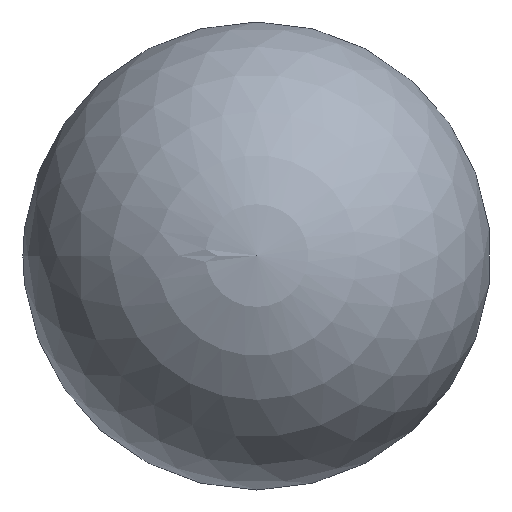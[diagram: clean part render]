
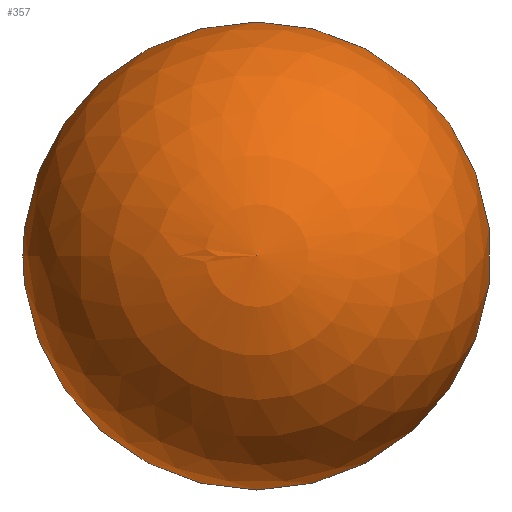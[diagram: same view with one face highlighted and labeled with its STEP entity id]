
A CAD part, top view. The second image highlights one B-rep face of the part: STEP entity #357.
In plain terms, the highlighted spherical face has radius 30 mm.
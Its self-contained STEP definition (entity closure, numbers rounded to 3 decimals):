
#43=SPHERICAL_SURFACE('',#404,30.);
#83=FACE_OUTER_BOUND('',#105,.T.);
#105=EDGE_LOOP('',(#254,#255,#256,#257));
#129=CIRCLE('',#401,24.);
#131=CIRCLE('',#403,24.);
#132=CIRCLE('',#405,30.);
#151=VERTEX_POINT('',#555);
#152=VERTEX_POINT('',#556);
#153=VERTEX_POINT('',#561);
#189=EDGE_CURVE('',#151,#152,#129,.T.);
#191=EDGE_CURVE('',#152,#151,#131,.T.);
#192=EDGE_CURVE('',#153,#151,#132,.T.);
#254=ORIENTED_EDGE('',*,*,#189,.F.);
#255=ORIENTED_EDGE('',*,*,#192,.F.);
#256=ORIENTED_EDGE('',*,*,#192,.T.);
#257=ORIENTED_EDGE('',*,*,#191,.F.);
#357=ADVANCED_FACE('',(#83),#43,.T.);
#401=AXIS2_PLACEMENT_3D('',#557,#460,#461);
#403=AXIS2_PLACEMENT_3D('',#559,#464,#465);
#404=AXIS2_PLACEMENT_3D('',#560,#466,#467);
#405=AXIS2_PLACEMENT_3D('',#562,#468,#469);
#460=DIRECTION('center_axis',(0.,0.,-1.));
#461=DIRECTION('ref_axis',(1.,0.,0.));
#464=DIRECTION('center_axis',(0.,0.,-1.));
#465=DIRECTION('ref_axis',(1.,0.,0.));
#466=DIRECTION('center_axis',(0.,0.,1.));
#467=DIRECTION('ref_axis',(1.,0.,0.));
#468=DIRECTION('center_axis',(0.,-1.,0.));
#469=DIRECTION('ref_axis',(-1.,0.,0.));
#555=CARTESIAN_POINT('',(-24.,0.,42.));
#556=CARTESIAN_POINT('',(24.,0.,42.));
#557=CARTESIAN_POINT('Origin',(0.,0.,42.));
#559=CARTESIAN_POINT('Origin',(0.,0.,42.));
#560=CARTESIAN_POINT('Origin',(0.,0.,60.));
#561=CARTESIAN_POINT('',(0.,0.,90.));
#562=CARTESIAN_POINT('Origin',(0.,0.,60.));
